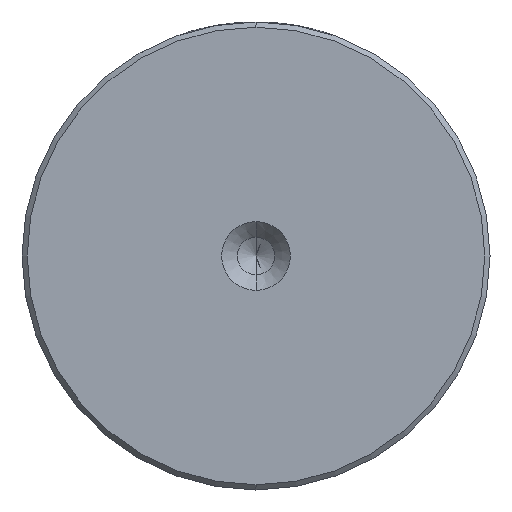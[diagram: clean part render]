
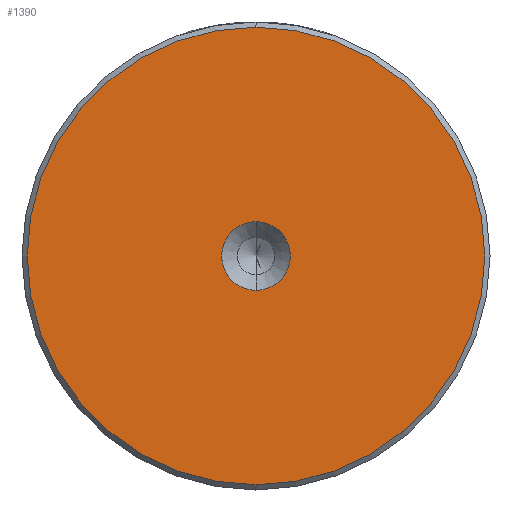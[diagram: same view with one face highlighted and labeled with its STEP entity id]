
A CAD part, left-side view. The second image highlights one B-rep face of the part: STEP entity #1390.
In plain terms, the highlighted planar face has unit normal (-1, 0, 0).
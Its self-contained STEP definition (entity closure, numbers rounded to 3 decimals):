
#206 = CARTESIAN_POINT ( 'NONE',  ( 0., 0., 22. ) ) ;
#220 = EDGE_CURVE ( 'NONE', #718, #1255, #1538, .T. ) ;
#274 = AXIS2_PLACEMENT_3D ( 'NONE', #507, #1977, #710 ) ;
#365 = ORIENTED_EDGE ( 'NONE', *, *, #595, .T. ) ;
#398 = ORIENTED_EDGE ( 'NONE', *, *, #2129, .F. ) ;
#414 = EDGE_LOOP ( 'NONE', ( #365, #566 ) ) ;
#435 = CARTESIAN_POINT ( 'NONE',  ( 0., 0., -3.3 ) ) ;
#507 = CARTESIAN_POINT ( 'NONE',  ( 0., 0., 0. ) ) ;
#566 = ORIENTED_EDGE ( 'NONE', *, *, #220, .T. ) ;
#595 = EDGE_CURVE ( 'NONE', #1255, #718, #798, .T. ) ;
#602 = CARTESIAN_POINT ( 'NONE',  ( 0., 0., 0. ) ) ;
#710 = DIRECTION ( 'NONE',  ( 0., 0., 1. ) ) ;
#718 = VERTEX_POINT ( 'NONE', #206 ) ;
#760 = CARTESIAN_POINT ( 'NONE',  ( 0., 0., 3.3 ) ) ;
#798 = CIRCLE ( 'NONE', #1238, 22. ) ;
#799 = CARTESIAN_POINT ( 'NONE',  ( 0., 0., 0. ) ) ;
#803 = DIRECTION ( 'NONE',  ( 0., 0., 1. ) ) ;
#868 = ORIENTED_EDGE ( 'NONE', *, *, #1878, .F. ) ;
#895 = CIRCLE ( 'NONE', #1086, 3.3 ) ;
#959 = PLANE ( 'NONE',  #1092 ) ;
#1026 = DIRECTION ( 'NONE',  ( 0., 0., 1. ) ) ;
#1055 = VERTEX_POINT ( 'NONE', #760 ) ;
#1086 = AXIS2_PLACEMENT_3D ( 'NONE', #799, #2271, #1026 ) ;
#1092 = AXIS2_PLACEMENT_3D ( 'NONE', #1589, #2404, #1178 ) ;
#1155 = DIRECTION ( 'NONE',  ( -1., 0., 0. ) ) ;
#1178 = DIRECTION ( 'NONE',  ( 0., 0., 1. ) ) ;
#1238 = AXIS2_PLACEMENT_3D ( 'NONE', #602, #2070, #803 ) ;
#1255 = VERTEX_POINT ( 'NONE', #1515 ) ;
#1390 = ADVANCED_FACE ( 'NONE', ( #2111, #1647 ), #959, .T. ) ;
#1515 = CARTESIAN_POINT ( 'NONE',  ( 0., 0., -22. ) ) ;
#1538 = CIRCLE ( 'NONE', #2053, 22. ) ;
#1589 = CARTESIAN_POINT ( 'NONE',  ( 0., 0., 0. ) ) ;
#1647 = FACE_BOUND ( 'NONE', #1952, .T. ) ;
#1878 = EDGE_CURVE ( 'NONE', #2414, #1055, #2110, .T. ) ;
#1952 = EDGE_LOOP ( 'NONE', ( #398, #868 ) ) ;
#1977 = DIRECTION ( 'NONE',  ( -1., 0., 0. ) ) ;
#2053 = AXIS2_PLACEMENT_3D ( 'NONE', #2395, #1155, #2601 ) ;
#2070 = DIRECTION ( 'NONE',  ( -1., 0., 0. ) ) ;
#2110 = CIRCLE ( 'NONE', #274, 3.3 ) ;
#2111 = FACE_OUTER_BOUND ( 'NONE', #414, .T. ) ;
#2129 = EDGE_CURVE ( 'NONE', #1055, #2414, #895, .T. ) ;
#2271 = DIRECTION ( 'NONE',  ( -1., 0., 0. ) ) ;
#2395 = CARTESIAN_POINT ( 'NONE',  ( 0., 0., 0. ) ) ;
#2404 = DIRECTION ( 'NONE',  ( -1., 0., 0. ) ) ;
#2414 = VERTEX_POINT ( 'NONE', #435 ) ;
#2601 = DIRECTION ( 'NONE',  ( 0., 0., 1. ) ) ;
